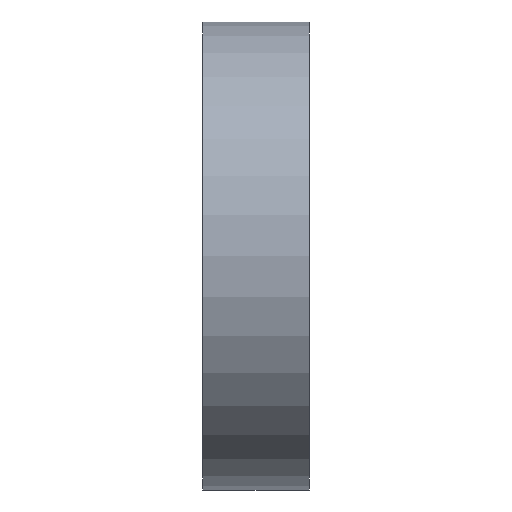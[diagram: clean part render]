
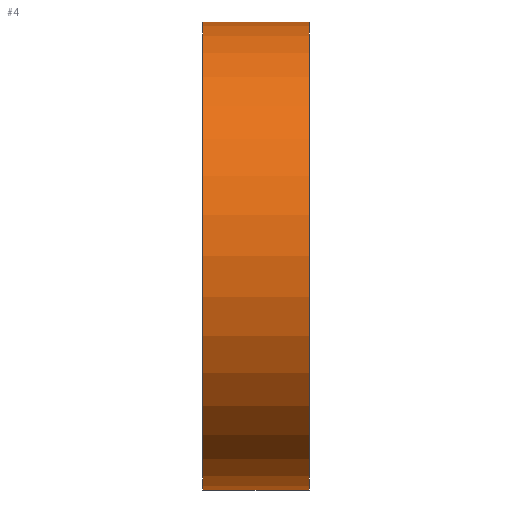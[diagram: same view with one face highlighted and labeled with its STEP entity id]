
A CAD part, left-side view. The second image highlights one B-rep face of the part: STEP entity #4.
In plain terms, the highlighted cylindrical face has radius 28 mm (diameter 56 mm), a partial arc.
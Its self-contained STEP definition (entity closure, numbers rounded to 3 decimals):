
#1 = VERTEX_POINT ( 'NONE', #184 ) ;
#4 = ADVANCED_FACE ( 'NONE', ( #95 ), #93, .T. ) ;
#9 = DIRECTION ( 'NONE',  ( 0., 0., 1. ) ) ;
#17 = ORIENTED_EDGE ( 'NONE', *, *, #230, .F. ) ;
#31 = DIRECTION ( 'NONE',  ( 0., 1., 0. ) ) ;
#60 = ORIENTED_EDGE ( 'NONE', *, *, #103, .T. ) ;
#61 = VECTOR ( 'NONE', #31, 1000. ) ;
#64 = DIRECTION ( 'NONE',  ( 0., 1., 0. ) ) ;
#69 = DIRECTION ( 'NONE',  ( 0., 1., 0. ) ) ;
#71 = VERTEX_POINT ( 'NONE', #82 ) ;
#82 = CARTESIAN_POINT ( 'NONE',  ( 0., 12.7, -28. ) ) ;
#85 = CARTESIAN_POINT ( 'NONE',  ( 0., 0., -28. ) ) ;
#86 = ORIENTED_EDGE ( 'NONE', *, *, #203, .F. ) ;
#87 = DIRECTION ( 'NONE',  ( 0., 0., 1. ) ) ;
#89 = CIRCLE ( 'NONE', #180, 28. ) ;
#93 = CYLINDRICAL_SURFACE ( 'NONE', #208, 28. ) ;
#95 = FACE_OUTER_BOUND ( 'NONE', #150, .T. ) ;
#103 = EDGE_CURVE ( 'NONE', #243, #1, #200, .T. ) ;
#107 = CARTESIAN_POINT ( 'NONE',  ( 0., 12.7, 0. ) ) ;
#112 = EDGE_CURVE ( 'NONE', #181, #243, #153, .T. ) ;
#124 = CARTESIAN_POINT ( 'NONE',  ( 0., 0., 28. ) ) ;
#128 = VECTOR ( 'NONE', #69, 1000. ) ;
#129 = CARTESIAN_POINT ( 'NONE',  ( 0., 161.376, 28. ) ) ;
#130 = CARTESIAN_POINT ( 'NONE',  ( 0., 0., 0. ) ) ;
#150 = EDGE_LOOP ( 'NONE', ( #86, #240, #60, #17 ) ) ;
#153 = CIRCLE ( 'NONE', #185, 28. ) ;
#160 = CARTESIAN_POINT ( 'NONE',  ( 0., 161.376, -28. ) ) ;
#180 = AXIS2_PLACEMENT_3D ( 'NONE', #107, #64, #190 ) ;
#181 = VERTEX_POINT ( 'NONE', #85 ) ;
#184 = CARTESIAN_POINT ( 'NONE',  ( 0., 12.7, 28. ) ) ;
#185 = AXIS2_PLACEMENT_3D ( 'NONE', #130, #211, #9 ) ;
#188 = CARTESIAN_POINT ( 'NONE',  ( 0., 161.376, 0. ) ) ;
#190 = DIRECTION ( 'NONE',  ( 0., 0., 1. ) ) ;
#200 = LINE ( 'NONE', #129, #61 ) ;
#203 = EDGE_CURVE ( 'NONE', #181, #71, #223, .T. ) ;
#208 = AXIS2_PLACEMENT_3D ( 'NONE', #188, #209, #87 ) ;
#209 = DIRECTION ( 'NONE',  ( 0., 1., 0. ) ) ;
#211 = DIRECTION ( 'NONE',  ( 0., 1., 0. ) ) ;
#223 = LINE ( 'NONE', #160, #128 ) ;
#230 = EDGE_CURVE ( 'NONE', #71, #1, #89, .T. ) ;
#240 = ORIENTED_EDGE ( 'NONE', *, *, #112, .T. ) ;
#243 = VERTEX_POINT ( 'NONE', #124 ) ;
